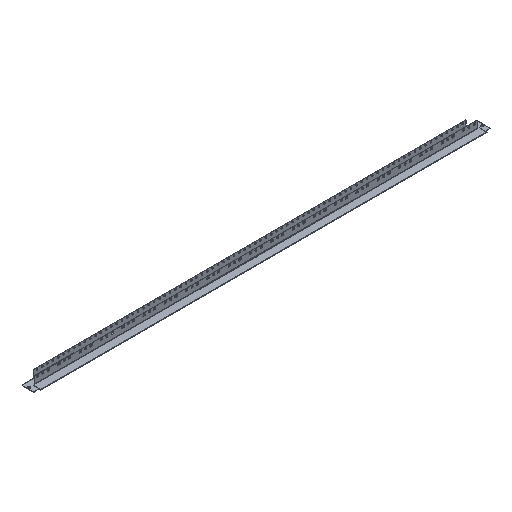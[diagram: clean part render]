
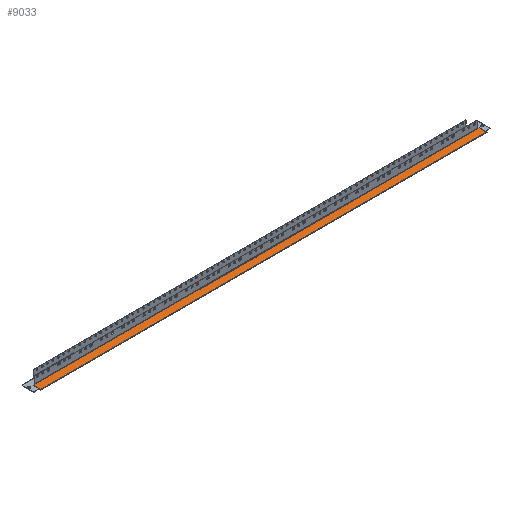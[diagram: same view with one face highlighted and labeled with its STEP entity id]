
A CAD part, isometric view. The second image highlights one B-rep face of the part: STEP entity #9033.
In plain terms, the highlighted planar face has unit normal (0, 0, 1).
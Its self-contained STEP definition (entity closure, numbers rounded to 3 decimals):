
#1322 = ORIENTED_EDGE ( 'NONE', *, *, #7139, .F. ) ;
#1323 = ORIENTED_EDGE ( 'NONE', *, *, #7138, .F. ) ;
#1324 = ORIENTED_EDGE ( 'NONE', *, *, #7137, .F. ) ;
#1325 = ORIENTED_EDGE ( 'NONE', *, *, #7140, .F. ) ;
#1326 = ORIENTED_EDGE ( 'NONE', *, *, #7127, .F. ) ;
#1327 = ORIENTED_EDGE ( 'NONE', *, *, #7131, .F. ) ;
#1328 = ORIENTED_EDGE ( 'NONE', *, *, #7141, .F. ) ;
#1329 = ORIENTED_EDGE ( 'NONE', *, *, #7142, .F. ) ;
#4703 = LINE ( 'NONE', #14531, #4704 ) ;
#4704 = VECTOR ( 'NONE', #14532, 1000. ) ;
#4710 = LINE ( 'NONE', #14540, #4711 ) ;
#4711 = VECTOR ( 'NONE', #14541, 1000. ) ;
#4712 = LINE ( 'NONE', #14551, #4722 ) ;
#4717 = LINE ( 'NONE', #14555, #4727 ) ;
#4720 = LINE ( 'NONE', #14553, #4721 ) ;
#4721 = VECTOR ( 'NONE', #14554, 1000. ) ;
#4722 = VECTOR ( 'NONE', #14556, 1000. ) ;
#4723 = LINE ( 'NONE', #14557, #4724 ) ;
#4724 = VECTOR ( 'NONE', #14558, 1000. ) ;
#4725 = LINE ( 'NONE', #14560, #4726 ) ;
#4726 = VECTOR ( 'NONE', #14561, 1000. ) ;
#4727 = VECTOR ( 'NONE', #14563, 1000. ) ;
#4729 = LINE ( 'NONE', #14564, #4730 ) ;
#4730 = VECTOR ( 'NONE', #14565, 1000. ) ;
#5238 = FACE_OUTER_BOUND ( 'NONE', #6527, .T. ) ;
#6527 = EDGE_LOOP ( 'NONE', ( #1322, #1323, #1324, #1325, #1326, #1327, #1328, #1329 ) ) ;
#7127 = EDGE_CURVE ( 'NONE', #10881, #10882, #4703, .T. ) ;
#7131 = EDGE_CURVE ( 'NONE', #10880, #10881, #4710, .T. ) ;
#7137 = EDGE_CURVE ( 'NONE', #10883, #10884, #4720, .T. ) ;
#7138 = EDGE_CURVE ( 'NONE', #10884, #10885, #4712, .T. ) ;
#7139 = EDGE_CURVE ( 'NONE', #10885, #10886, #4723, .T. ) ;
#7140 = EDGE_CURVE ( 'NONE', #10882, #10883, #4725, .T. ) ;
#7141 = EDGE_CURVE ( 'NONE', #10879, #10880, #4717, .T. ) ;
#7142 = EDGE_CURVE ( 'NONE', #10886, #10879, #4729, .T. ) ;
#9033 = ADVANCED_FACE ( 'NONE', ( #5238 ), #15674, .T. ) ;
#10879 = VERTEX_POINT ( 'NONE', #17798 ) ;
#10880 = VERTEX_POINT ( 'NONE', #17799 ) ;
#10881 = VERTEX_POINT ( 'NONE', #17800 ) ;
#10882 = VERTEX_POINT ( 'NONE', #17801 ) ;
#10883 = VERTEX_POINT ( 'NONE', #17802 ) ;
#10884 = VERTEX_POINT ( 'NONE', #17803 ) ;
#10885 = VERTEX_POINT ( 'NONE', #17804 ) ;
#10886 = VERTEX_POINT ( 'NONE', #17805 ) ;
#14531 = CARTESIAN_POINT ( 'NONE',  ( 0., -31.325, 3.1 ) ) ;
#14532 = DIRECTION ( 'NONE',  ( -1., 0., 0. ) ) ;
#14540 = CARTESIAN_POINT ( 'NONE',  ( 1047.5, -13.475, 3.1 ) ) ;
#14541 = DIRECTION ( 'NONE',  ( 0., -1., 0. ) ) ;
#14551 = CARTESIAN_POINT ( 'NONE',  ( -1040., 14.375, 3.1 ) ) ;
#14553 = CARTESIAN_POINT ( 'NONE',  ( 0., 4.375, 3.1 ) ) ;
#14554 = DIRECTION ( 'NONE',  ( 1., 0., 0. ) ) ;
#14555 = CARTESIAN_POINT ( 'NONE',  ( 0., 4.375, 3.1 ) ) ;
#14556 = DIRECTION ( 'NONE',  ( 0., -1., 0. ) ) ;
#14557 = CARTESIAN_POINT ( 'NONE',  ( -1040., 4.275, 3.1 ) ) ;
#14558 = DIRECTION ( 'NONE',  ( 1., 0., 0. ) ) ;
#14560 = CARTESIAN_POINT ( 'NONE',  ( -1047.5, -13.475, 3.1 ) ) ;
#14561 = DIRECTION ( 'NONE',  ( 0., 1., 0. ) ) ;
#14563 = DIRECTION ( 'NONE',  ( 1., 0., 0. ) ) ;
#14564 = CARTESIAN_POINT ( 'NONE',  ( 1040., 4.275, 3.1 ) ) ;
#14565 = DIRECTION ( 'NONE',  ( 0., 1., 0. ) ) ;
#15384 = AXIS2_PLACEMENT_3D ( 'NONE', #15667, #15679, #15680 ) ;
#15667 = CARTESIAN_POINT ( 'NONE',  ( 0., -13.475, 3.1 ) ) ;
#15674 = PLANE ( 'NONE',  #15384 ) ;
#15679 = DIRECTION ( 'NONE',  ( 0., 0., 1. ) ) ;
#15680 = DIRECTION ( 'NONE',  ( 1., 0., 0. ) ) ;
#17798 = CARTESIAN_POINT ( 'NONE',  ( 1040., 4.375, 3.1 ) ) ;
#17799 = CARTESIAN_POINT ( 'NONE',  ( 1047.5, 4.375, 3.1 ) ) ;
#17800 = CARTESIAN_POINT ( 'NONE',  ( 1047.5, -31.325, 3.1 ) ) ;
#17801 = CARTESIAN_POINT ( 'NONE',  ( -1047.5, -31.325, 3.1 ) ) ;
#17802 = CARTESIAN_POINT ( 'NONE',  ( -1047.5, 4.375, 3.1 ) ) ;
#17803 = CARTESIAN_POINT ( 'NONE',  ( -1040., 4.375, 3.1 ) ) ;
#17804 = CARTESIAN_POINT ( 'NONE',  ( -1040., 4.275, 3.1 ) ) ;
#17805 = CARTESIAN_POINT ( 'NONE',  ( 1040., 4.275, 3.1 ) ) ;
